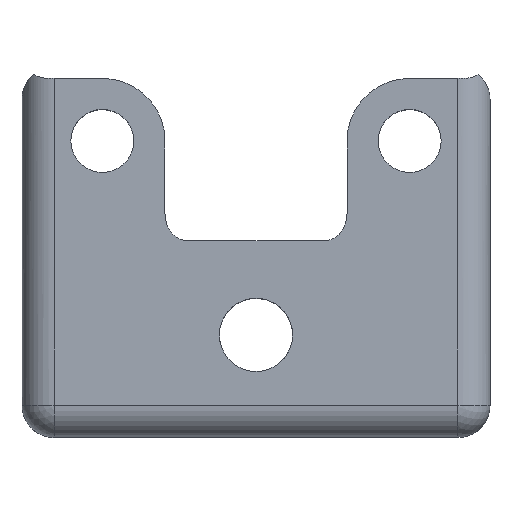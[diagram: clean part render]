
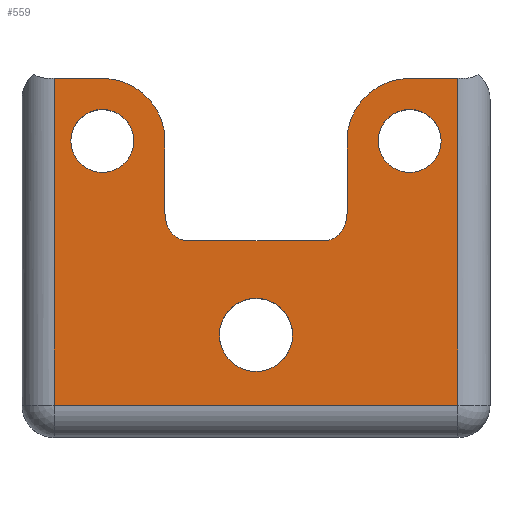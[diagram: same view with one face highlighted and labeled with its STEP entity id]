
A CAD part, top view. The second image highlights one B-rep face of the part: STEP entity #559.
In plain terms, the highlighted planar face has unit normal (0, 0, 1).
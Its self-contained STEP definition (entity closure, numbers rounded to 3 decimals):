
#41=PLANE('',#626);
#46=FACE_BOUND('',#106,.T.);
#47=FACE_BOUND('',#107,.T.);
#48=FACE_BOUND('',#108,.T.);
#74=FACE_OUTER_BOUND('',#105,.T.);
#105=EDGE_LOOP('',(#464,#465,#466,#467,#468,#469,#470,#471,#472,#473,#474,
#475));
#106=EDGE_LOOP('',(#476));
#107=EDGE_LOOP('',(#477));
#108=EDGE_LOOP('',(#478));
#130=LINE('',#917,#168);
#134=LINE('',#953,#172);
#136=LINE('',#957,#174);
#138=LINE('',#963,#176);
#141=LINE('',#971,#179);
#145=LINE('',#1119,#183);
#147=LINE('',#1122,#185);
#148=LINE('',#1124,#186);
#168=VECTOR('',#682,10.);
#172=VECTOR('',#696,10.);
#174=VECTOR('',#700,10.);
#176=VECTOR('',#706,10.);
#179=VECTOR('',#713,10.);
#183=VECTOR('',#757,10.);
#185=VECTOR('',#761,10.);
#186=VECTOR('',#764,10.);
#196=CIRCLE('',#591,4.279);
#198=CIRCLE('',#595,4.279);
#207=CIRCLE('',#627,2.15);
#208=CIRCLE('',#628,2.5);
#209=CIRCLE('',#629,2.15);
#220=B_SPLINE_CURVE_WITH_KNOTS('',3,(#1005,#1006,#1007,#1008,#1009,#1010,
#1011,#1012,#1013,#1014,#1015,#1016),.UNSPECIFIED.,.F.,.F.,(4,2,2,2,2,4),
(0.,0.054,0.112,0.177,0.225,
0.27),.UNSPECIFIED.);
#224=B_SPLINE_CURVE_WITH_KNOTS('',3,(#1075,#1076,#1077,#1078,#1079,#1080,
#1081,#1082,#1083,#1084),.UNSPECIFIED.,.F.,.F.,(4,2,2,2,4),(0.,
0.086,0.158,0.218,0.272),
 .UNSPECIFIED.);
#244=VERTEX_POINT('',#906);
#245=VERTEX_POINT('',#907);
#248=VERTEX_POINT('',#915);
#249=VERTEX_POINT('',#916);
#252=VERTEX_POINT('',#942);
#253=VERTEX_POINT('',#943);
#256=VERTEX_POINT('',#951);
#257=VERTEX_POINT('',#956);
#259=VERTEX_POINT('',#962);
#262=VERTEX_POINT('',#970);
#268=VERTEX_POINT('',#1101);
#271=VERTEX_POINT('',#1111);
#273=VERTEX_POINT('',#1126);
#274=VERTEX_POINT('',#1128);
#275=VERTEX_POINT('',#1130);
#300=EDGE_CURVE('',#244,#245,#196,.T.);
#304=EDGE_CURVE('',#248,#249,#130,.T.);
#308=EDGE_CURVE('',#252,#253,#198,.T.);
#313=EDGE_CURVE('',#253,#256,#134,.T.);
#315=EDGE_CURVE('',#257,#252,#136,.T.);
#318=EDGE_CURVE('',#259,#244,#138,.T.);
#322=EDGE_CURVE('',#245,#262,#141,.T.);
#325=EDGE_CURVE('',#249,#257,#220,.T.);
#331=EDGE_CURVE('',#262,#248,#224,.T.);
#345=EDGE_CURVE('',#259,#271,#145,.T.);
#347=EDGE_CURVE('',#271,#268,#147,.T.);
#348=EDGE_CURVE('',#268,#256,#148,.T.);
#349=EDGE_CURVE('',#273,#273,#207,.T.);
#350=EDGE_CURVE('',#274,#274,#208,.T.);
#351=EDGE_CURVE('',#275,#275,#209,.T.);
#464=ORIENTED_EDGE('',*,*,#313,.T.);
#465=ORIENTED_EDGE('',*,*,#348,.F.);
#466=ORIENTED_EDGE('',*,*,#347,.F.);
#467=ORIENTED_EDGE('',*,*,#345,.F.);
#468=ORIENTED_EDGE('',*,*,#318,.T.);
#469=ORIENTED_EDGE('',*,*,#300,.T.);
#470=ORIENTED_EDGE('',*,*,#322,.T.);
#471=ORIENTED_EDGE('',*,*,#331,.T.);
#472=ORIENTED_EDGE('',*,*,#304,.T.);
#473=ORIENTED_EDGE('',*,*,#325,.T.);
#474=ORIENTED_EDGE('',*,*,#315,.T.);
#475=ORIENTED_EDGE('',*,*,#308,.T.);
#476=ORIENTED_EDGE('',*,*,#349,.T.);
#477=ORIENTED_EDGE('',*,*,#350,.T.);
#478=ORIENTED_EDGE('',*,*,#351,.T.);
#559=ADVANCED_FACE('',(#74,#46,#47,#48),#41,.T.);
#591=AXIS2_PLACEMENT_3D('',#908,#674,#675);
#595=AXIS2_PLACEMENT_3D('',#944,#686,#687);
#626=AXIS2_PLACEMENT_3D('',#1125,#765,#766);
#627=AXIS2_PLACEMENT_3D('',#1127,#767,#768);
#628=AXIS2_PLACEMENT_3D('',#1129,#769,#770);
#629=AXIS2_PLACEMENT_3D('',#1131,#771,#772);
#674=DIRECTION('center_axis',(0.,0.,1.));
#675=DIRECTION('ref_axis',(-1.,0.,0.));
#682=DIRECTION('',(-1.,0.,0.));
#686=DIRECTION('center_axis',(0.,0.,1.));
#687=DIRECTION('ref_axis',(-1.,0.,0.));
#696=DIRECTION('',(-1.,0.,0.));
#700=DIRECTION('',(0.,1.,0.));
#706=DIRECTION('',(-1.,0.,0.));
#713=DIRECTION('',(0.,-1.,0.));
#757=DIRECTION('',(0.,-1.,0.));
#761=DIRECTION('',(-1.,0.,0.));
#764=DIRECTION('',(0.,1.,0.));
#765=DIRECTION('center_axis',(0.,0.,1.));
#766=DIRECTION('ref_axis',(-1.,0.,0.));
#767=DIRECTION('center_axis',(0.,0.,-1.));
#768=DIRECTION('ref_axis',(-1.,0.,0.));
#769=DIRECTION('center_axis',(0.,0.,-1.));
#770=DIRECTION('ref_axis',(-1.,0.,0.));
#771=DIRECTION('center_axis',(0.,0.,-1.));
#772=DIRECTION('ref_axis',(-1.,0.,0.));
#906=CARTESIAN_POINT('',(10.406,-13.248,12.98));
#907=CARTESIAN_POINT('',(6.127,-17.527,12.98));
#908=CARTESIAN_POINT('Origin',(10.406,-17.527,12.98));
#915=CARTESIAN_POINT('',(4.568,-24.334,12.98));
#916=CARTESIAN_POINT('',(-4.755,-24.334,12.98));
#917=CARTESIAN_POINT('',(16.802,-24.334,12.98));
#942=CARTESIAN_POINT('',(-6.314,-17.527,12.98));
#943=CARTESIAN_POINT('',(-10.594,-13.248,12.98));
#944=CARTESIAN_POINT('Origin',(-10.594,-17.527,12.98));
#951=CARTESIAN_POINT('',(-13.883,-13.248,12.98));
#953=CARTESIAN_POINT('',(6.232,-13.248,12.98));
#956=CARTESIAN_POINT('',(-6.314,-22.468,12.98));
#957=CARTESIAN_POINT('',(-6.314,-21.329,12.98));
#962=CARTESIAN_POINT('',(13.696,-13.248,12.98));
#963=CARTESIAN_POINT('',(6.232,-13.248,12.98));
#970=CARTESIAN_POINT('',(6.127,-22.468,12.98));
#971=CARTESIAN_POINT('',(6.127,-21.329,12.98));
#1005=CARTESIAN_POINT('Ctrl Pts',(-4.755,-24.334,12.98));
#1006=CARTESIAN_POINT('Ctrl Pts',(-4.936,-24.334,12.98));
#1007=CARTESIAN_POINT('Ctrl Pts',(-5.114,-24.298,12.98));
#1008=CARTESIAN_POINT('Ctrl Pts',(-5.459,-24.154,12.98));
#1009=CARTESIAN_POINT('Ctrl Pts',(-5.619,-24.044,12.98));
#1010=CARTESIAN_POINT('Ctrl Pts',(-5.912,-23.755,12.98));
#1011=CARTESIAN_POINT('Ctrl Pts',(-6.034,-23.572,12.98));
#1012=CARTESIAN_POINT('Ctrl Pts',(-6.19,-23.23,12.98));
#1013=CARTESIAN_POINT('Ctrl Pts',(-6.238,-23.078,12.98));
#1014=CARTESIAN_POINT('Ctrl Pts',(-6.299,-22.773,12.98));
#1015=CARTESIAN_POINT('Ctrl Pts',(-6.314,-22.621,12.98));
#1016=CARTESIAN_POINT('Ctrl Pts',(-6.314,-22.468,12.98));
#1075=CARTESIAN_POINT('Ctrl Pts',(6.127,-22.468,12.98));
#1076=CARTESIAN_POINT('Ctrl Pts',(6.127,-22.755,12.98));
#1077=CARTESIAN_POINT('Ctrl Pts',(6.075,-23.042,12.98));
#1078=CARTESIAN_POINT('Ctrl Pts',(5.876,-23.527,12.98));
#1079=CARTESIAN_POINT('Ctrl Pts',(5.746,-23.731,12.98));
#1080=CARTESIAN_POINT('Ctrl Pts',(5.438,-24.041,12.98));
#1081=CARTESIAN_POINT('Ctrl Pts',(5.273,-24.154,12.98));
#1082=CARTESIAN_POINT('Ctrl Pts',(4.923,-24.299,12.98));
#1083=CARTESIAN_POINT('Ctrl Pts',(4.747,-24.334,12.98));
#1084=CARTESIAN_POINT('Ctrl Pts',(4.568,-24.334,12.98));
#1101=CARTESIAN_POINT('',(-13.883,-35.578,12.98));
#1111=CARTESIAN_POINT('',(13.696,-35.578,12.98));
#1119=CARTESIAN_POINT('',(13.696,-31.454,12.98));
#1122=CARTESIAN_POINT('',(-8.088,-35.578,12.98));
#1124=CARTESIAN_POINT('',(-13.883,-18.807,12.98));
#1125=CARTESIAN_POINT('Origin',(-0.093,-25.131,12.98));
#1126=CARTESIAN_POINT('',(12.556,-17.527,12.98));
#1127=CARTESIAN_POINT('Origin',(10.406,-17.527,12.98));
#1128=CARTESIAN_POINT('',(2.406,-30.778,12.98));
#1129=CARTESIAN_POINT('Origin',(-0.094,-30.778,12.98));
#1130=CARTESIAN_POINT('',(-8.444,-17.527,12.98));
#1131=CARTESIAN_POINT('Origin',(-10.594,-17.527,12.98));
